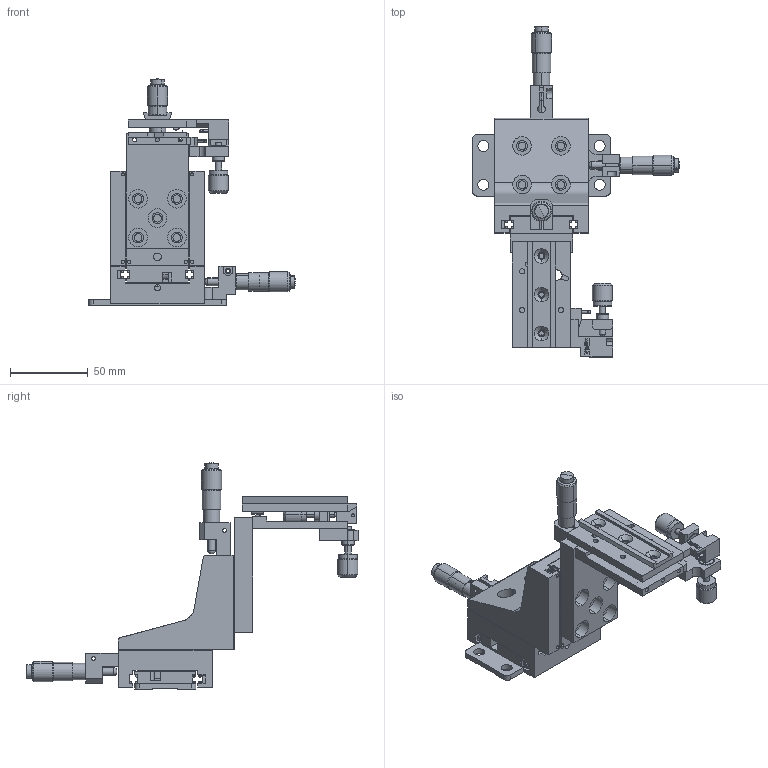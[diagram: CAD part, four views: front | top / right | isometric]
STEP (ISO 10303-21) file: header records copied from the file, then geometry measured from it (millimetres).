
FILE_DESCRIPTION (( 'STEP AP203' ), '1' );
FILE_NAME ('FP-XYZT.step', '2019-05-08T07:09:57', ( '' ), ( '' ), 'SwSTEP 2.0', 'SolidWorks 2017', '' );
FILE_SCHEMA (( 'CONFIG_CONTROL_DESIGN' ));
Length unit declared in the file: millimetre
Products named in the file (1): FP-XYZT
Bounding box: 133.4 x 214 x 145.8 mm (x, y, z)
Surface area: 114172.1 mm2 (no closed solid volume)
Topology: 0 solids, 73 shells, 750 faces, 2502 edges, 1784 vertices
Faces by surface type: plane 341, cylinder 337, cone 58, sphere 8, torus 6
Entity records: 28113 total; most frequent: CARTESIAN_POINT 5358, DIRECTION 4940, ORIENTED_EDGE 4266, EDGE_CURVE 2502, VERTEX_POINT 1784, AXIS2_PLACEMENT_3D 1724, LINE 1492, VECTOR 1492
